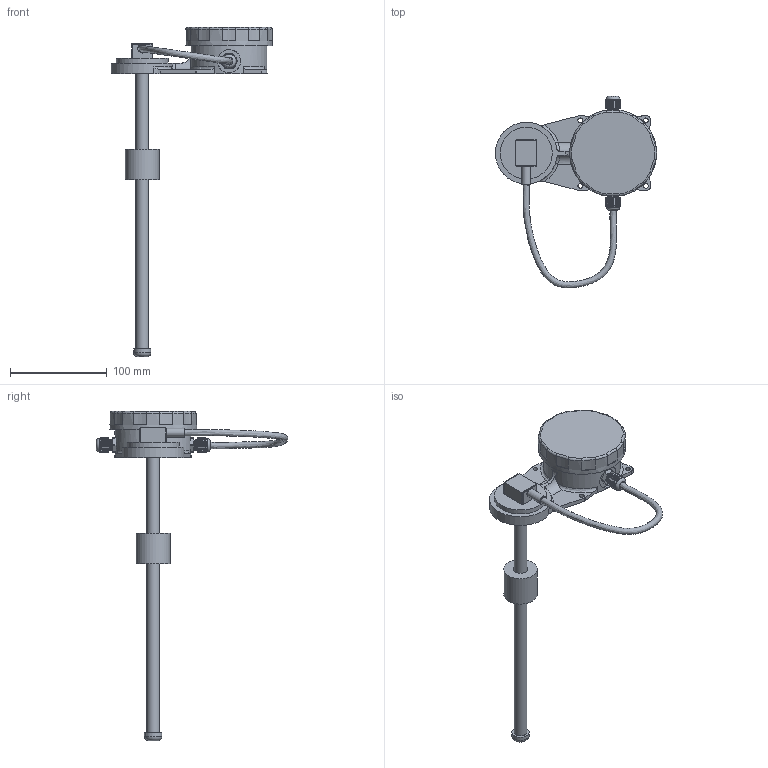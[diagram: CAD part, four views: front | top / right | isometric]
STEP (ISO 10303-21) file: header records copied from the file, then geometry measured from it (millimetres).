
FILE_DESCRIPTION(/* description */ (''),/* implementation_level */ '2;1');
FILE_NAME(/* name */ 'KUS level sensor v9.step',/* time_stamp */ '2022-08-09T18:46:01+02:00',/* author */ (''),/* organization */ (''),/* preprocessor_version */ 'ST-DEVELOPER v19',/* originating_system */ 'Autodesk Translation Framework v11.7.0.108',/* authorisation */ '');
FILE_SCHEMA (('AUTOMOTIVE_DESIGN { 1 0 10303 214 3 1 1 }'));
Products named in the file (1): KUS level sensor
Bounding box: 166.88 x 198.56 x 341 mm (x, y, z)
Volume: 266098.1 mm3; surface area: 120674.3 mm2
Topology: 16 solids, 16 shells, 1149 faces, 3095 edges, 2010 vertices
Faces by surface type: plane 608, cylinder 344, cone 104, torus 62, bspline 31
Full cylindrical faces by diameter (mm): 2 x8, 4 x4, 5 x4, 6.5 x8, 7 x4, 9 x1, 9.636 x14, 10.473 x10, 11 x2, 11.633 x16, 12.426 x12, 13 x3, 15 x1, 18 x1, 24 x2, 35 x1, 38 x1, 39.529 x2, 41.822 x3, 42.856 x5, 54 x1, 70 x1, 72.736 x2, 73.336 x2, 79.62 x3, 80.22 x2, 90 x1
Entity records: 53955 total; most frequent: CARTESIAN_POINT 26129, ORIENTED_EDGE 6190, DIRECTION 5397, EDGE_CURVE 3095, VERTEX_POINT 2010, AXIS2_PLACEMENT_3D 1942, LINE 1513, VECTOR 1513
